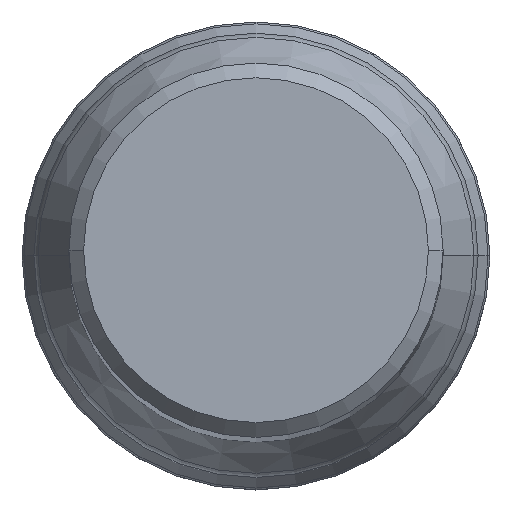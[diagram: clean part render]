
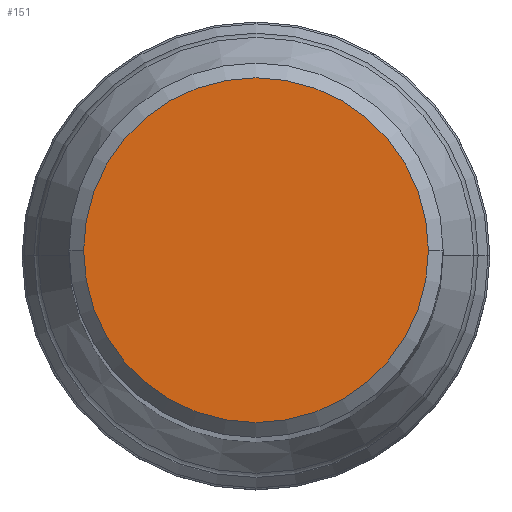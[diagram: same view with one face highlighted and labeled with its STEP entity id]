
A CAD part, top view. The second image highlights one B-rep face of the part: STEP entity #151.
In plain terms, the highlighted planar face has unit normal (0, 0, 1).
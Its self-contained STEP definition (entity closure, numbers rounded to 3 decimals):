
#63=PLANE('',#1179);
#151=ADVANCED_FACE('',(#215),#63,.T.);
#215=FACE_OUTER_BOUND('',#275,.T.);
#275=EDGE_LOOP('',(#514,#515,#516,#517));
#514=ORIENTED_EDGE('',*,*,#714,.T.);
#515=ORIENTED_EDGE('',*,*,#718,.T.);
#516=ORIENTED_EDGE('',*,*,#717,.T.);
#517=ORIENTED_EDGE('',*,*,#715,.T.);
#592=VERTEX_POINT('',#1821);
#593=VERTEX_POINT('',#1823);
#594=VERTEX_POINT('',#1825);
#595=VERTEX_POINT('',#1829);
#714=EDGE_CURVE('',#593,#592,#822,.T.);
#715=EDGE_CURVE('',#594,#593,#823,.T.);
#717=EDGE_CURVE('',#595,#594,#824,.T.);
#718=EDGE_CURVE('',#592,#595,#825,.T.);
#822=CIRCLE('',#1173,11.7);
#823=CIRCLE('',#1174,11.7);
#824=CIRCLE('',#1176,11.7);
#825=CIRCLE('',#1177,11.7);
#1173=AXIS2_PLACEMENT_3D('',#1822,#1539,#1540);
#1174=AXIS2_PLACEMENT_3D('',#1824,#1541,#1542);
#1176=AXIS2_PLACEMENT_3D('',#1828,#1546,#1547);
#1177=AXIS2_PLACEMENT_3D('',#1830,#1548,#1549);
#1179=AXIS2_PLACEMENT_3D('',#1832,#1552,#1553);
#1539=DIRECTION('',(0.,0.,1.));
#1540=DIRECTION('',(0.,-1.,0.));
#1541=DIRECTION('',(0.,0.,1.));
#1542=DIRECTION('',(-1.,0.,0.));
#1546=DIRECTION('',(0.,0.,1.));
#1547=DIRECTION('',(0.,1.,0.));
#1548=DIRECTION('',(0.,0.,1.));
#1549=DIRECTION('',(1.,0.,0.));
#1552=DIRECTION('',(0.,0.,1.));
#1553=DIRECTION('',(1.,0.,0.));
#1821=CARTESIAN_POINT('',(11.7,0.,0.));
#1822=CARTESIAN_POINT('',(0.,0.,0.));
#1823=CARTESIAN_POINT('',(0.,-11.7,0.));
#1824=CARTESIAN_POINT('',(0.,0.,0.));
#1825=CARTESIAN_POINT('',(-11.7,0.,0.));
#1828=CARTESIAN_POINT('',(0.,0.,0.));
#1829=CARTESIAN_POINT('',(0.,11.7,0.));
#1830=CARTESIAN_POINT('',(0.,0.,0.));
#1832=CARTESIAN_POINT('',(0.,0.,0.));
